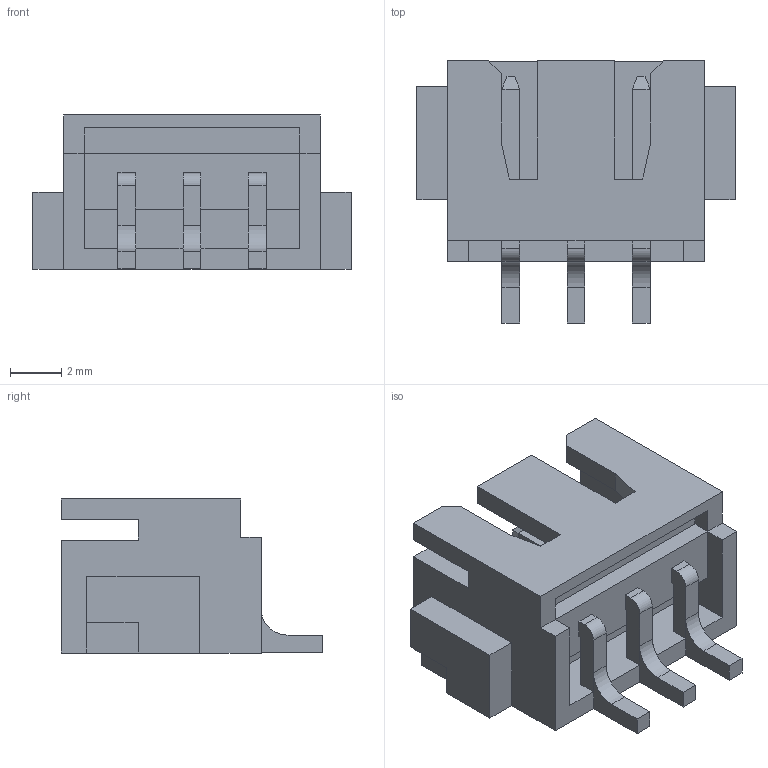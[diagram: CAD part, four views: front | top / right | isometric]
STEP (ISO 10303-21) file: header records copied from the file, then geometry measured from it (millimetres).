
FILE_DESCRIPTION(/* description */ (''),/* implementation_level */ '2;1');
FILE_NAME(/* name */ '3p 2.54贴片.stp',/* time_stamp */ '2017-12-04T10:39:59+08:00',/* author */ (''),/* organization */ (''),/* preprocessor_version */ 'ST-DEVELOPER v16',/* originating_system */ 'SIEMENS PLM Software NX 10.0',/* authorisation */ '');
FILE_SCHEMA (('AUTOMOTIVE_DESIGN { 1 0 10303 214 3 1 1 1 }'));
Length unit declared in the file: millimetre
Products named in the file (1): 3p 2.54贴片
Bounding box: 12.4 x 10.2 x 6 mm (x, y, z)
Volume: 253.6 mm3; surface area: 676.8 mm2
Topology: 3 solids, 3 shells, 140 faces, 372 edges, 238 vertices
Faces by surface type: plane 134, cylinder 6
Entity records: 4737 total; most frequent: CARTESIAN_POINT 751, ORIENTED_EDGE 744, DIRECTION 666, EDGE_CURVE 372, LINE 360, VECTOR 360, VERTEX_POINT 238, AXIS2_PLACEMENT_3D 153
